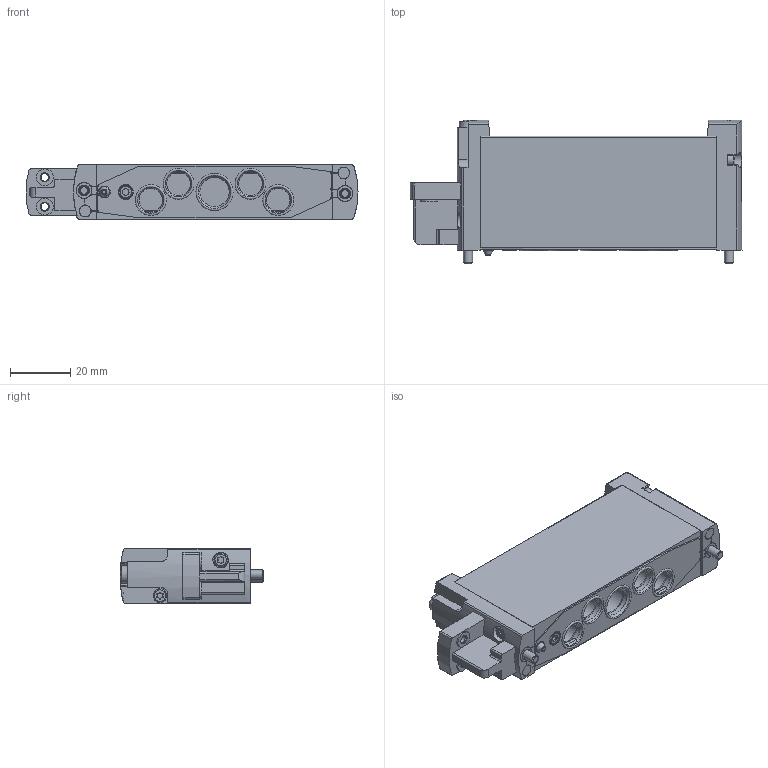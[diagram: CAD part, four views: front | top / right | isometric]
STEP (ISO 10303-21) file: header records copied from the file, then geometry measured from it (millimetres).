
FILE_DESCRIPTION(/* description */ ('STEP AP214'),/* implementation_level */ '2;1');
FILE_NAME(/* name */ '8033565_VUVG-B18-M52-RZ-F-P1',/* time_stamp */ '2024-09-17T13:26:52+02:00',/* author */ ('License CC BY-ND 4.0'),/* organization */ ('CADENAS'),/* preprocessor_version */ 'ST-DEVELOPER v19.3',/* originating_system */ 'PARTsolutions',/* authorisation */ ' ');
FILE_SCHEMA (('AUTOMOTIVE_DESIGN {1 0 10303 214 3 1 1}'));
Length unit declared in the file: millimetre
Products named in the file (4): 8033565 VUVG-B18-M52-RZ-F-P1; 564212 VUVG-B-18-M52-RZH-F--1P1--------(G); 1457450 M3X45-10.9; 574480 VABD-L1-18B-S-G14---(DR)
Assembly tree (4 placements, depth 2):
  8033565 VUVG-B18-M52-RZ-F-P1
    564212 VUVG-B-18-M52-RZH-F--1P1--------(G)
    1457450 M3X45-10.9  x2
    574480 VABD-L1-18B-S-G14---(DR)
Bounding box: 109.9 x 47.6 x 18.3 mm (x, y, z)
Volume: 63391.6 mm3; surface area: 20610.9 mm2
Topology: 4 solids, 4 shells, 539 faces, 1392 edges, 898 vertices
Faces by surface type: plane 268, cylinder 191, torus 40, cone 38, sphere 2
Full cylindrical faces by diameter (mm): 2.2 x2, 2.459 x2, 2.6 x2, 3 x4, 3.4 x2, 3.5 x2, 3.6 x4, 3.8 x2, 4 x2, 4.2 x1, 4.5 x4, 4.75 x2, 5.2 x2, 5.6 x2, 7.8 x4, 7.9 x4, 9.7 x1, 10 x1, 10.1 x4, 10.2 x4, 12.2 x1, 12.3 x1
Entity records: 17212 total; most frequent: CARTESIAN_POINT 2918, DIRECTION 2662, ORIENTED_EDGE 2416, EDGE_CURVE 1208, AXIS2_PLACEMENT_3D 1027, VERTEX_POINT 842, FACE_BOUND 698, EDGE_LOOP 697
